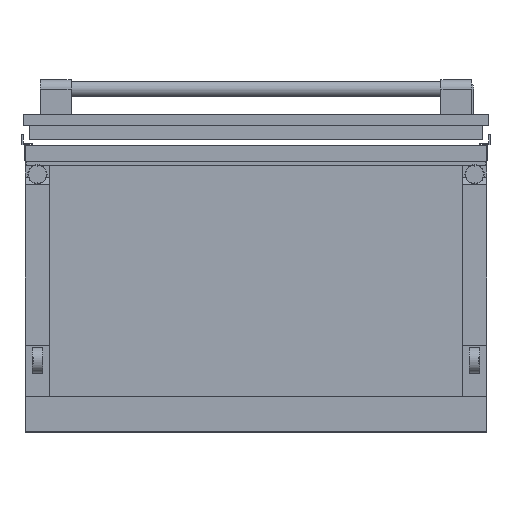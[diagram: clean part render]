
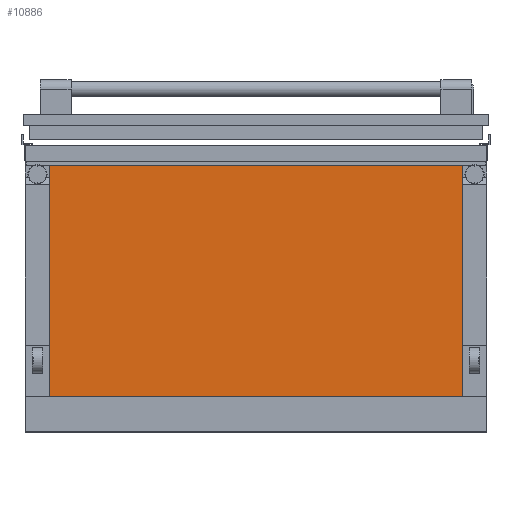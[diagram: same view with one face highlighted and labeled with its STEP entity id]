
A CAD part, front view. The second image highlights one B-rep face of the part: STEP entity #10886.
In plain terms, the highlighted planar face has unit normal (0, -1, 0).
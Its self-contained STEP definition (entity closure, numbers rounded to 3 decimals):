
#406 = DIRECTION ( 'NONE',  ( 0., 0., 1. ) ) ;
#590 = LINE ( 'NONE', #9815, #6801 ) ;
#780 = VERTEX_POINT ( 'NONE', #2688 ) ;
#1224 = VECTOR ( 'NONE', #406, 1000. ) ;
#1938 = VECTOR ( 'NONE', #8654, 1000. ) ;
#1992 = PLANE ( 'NONE',  #8731 ) ;
#2455 = VERTEX_POINT ( 'NONE', #4538 ) ;
#2594 = VERTEX_POINT ( 'NONE', #5977 ) ;
#2688 = CARTESIAN_POINT ( 'NONE',  ( 1301.5, -1025.85, -210.4 ) ) ;
#2818 = LINE ( 'NONE', #7073, #1224 ) ;
#3545 = VECTOR ( 'NONE', #8509, 1000. ) ;
#3633 = EDGE_CURVE ( 'NONE', #2455, #2594, #5824, .T. ) ;
#3775 = EDGE_CURVE ( 'NONE', #780, #2594, #5946, .T. ) ;
#4274 = ORIENTED_EDGE ( 'NONE', *, *, #6148, .T. ) ;
#4538 = CARTESIAN_POINT ( 'NONE',  ( 496.5, -1025.85, 240. ) ) ;
#4669 = ORIENTED_EDGE ( 'NONE', *, *, #3775, .T. ) ;
#5824 = LINE ( 'NONE', #6045, #3545 ) ;
#5946 = LINE ( 'NONE', #7816, #1938 ) ;
#5977 = CARTESIAN_POINT ( 'NONE',  ( 1301.5, -1025.85, 240. ) ) ;
#6037 = EDGE_CURVE ( 'NONE', #6415, #2455, #2818, .T. ) ;
#6045 = CARTESIAN_POINT ( 'NONE',  ( 1301.5, -1025.85, 240. ) ) ;
#6148 = EDGE_CURVE ( 'NONE', #6415, #780, #590, .T. ) ;
#6390 = DIRECTION ( 'NONE',  ( 1., 0., 0. ) ) ;
#6415 = VERTEX_POINT ( 'NONE', #7609 ) ;
#6801 = VECTOR ( 'NONE', #6390, 1000. ) ;
#7073 = CARTESIAN_POINT ( 'NONE',  ( 496.5, -1025.85, -280. ) ) ;
#7453 = ORIENTED_EDGE ( 'NONE', *, *, #3633, .F. ) ;
#7609 = CARTESIAN_POINT ( 'NONE',  ( 496.5, -1025.85, -210.4 ) ) ;
#7816 = CARTESIAN_POINT ( 'NONE',  ( 1301.5, -1025.85, -280. ) ) ;
#8509 = DIRECTION ( 'NONE',  ( 1., 0., 0. ) ) ;
#8654 = DIRECTION ( 'NONE',  ( 0., 0., 1. ) ) ;
#8731 = AXIS2_PLACEMENT_3D ( 'NONE', #10478, #8736, #8771 ) ;
#8736 = DIRECTION ( 'NONE',  ( 0., 1., 0. ) ) ;
#8771 = DIRECTION ( 'NONE',  ( 0., 0., 1. ) ) ;
#9020 = FACE_OUTER_BOUND ( 'NONE', #9848, .T. ) ;
#9815 = CARTESIAN_POINT ( 'NONE',  ( 1348.5, -1025.85, -210.4 ) ) ;
#9848 = EDGE_LOOP ( 'NONE', ( #10327, #4274, #4669, #7453 ) ) ;
#10327 = ORIENTED_EDGE ( 'NONE', *, *, #6037, .F. ) ;
#10478 = CARTESIAN_POINT ( 'NONE',  ( 1301.5, -1025.85, -280. ) ) ;
#10886 = ADVANCED_FACE ( 'NONE', ( #9020 ), #1992, .F. ) ;
